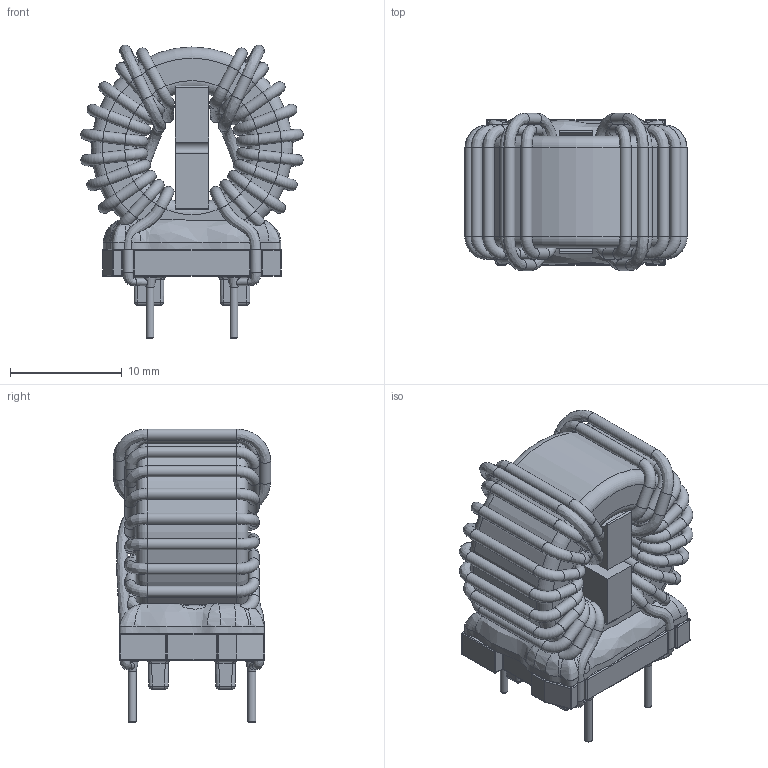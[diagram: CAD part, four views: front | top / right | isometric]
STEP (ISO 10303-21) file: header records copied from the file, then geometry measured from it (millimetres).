
FILE_DESCRIPTION(/* description */ ('Unknown'),/* implementation_level */ '2;1');
FILE_NAME(/* name */ '744823601_M',/* time_stamp */ '2020-11-26T08:48:50+01:00',/* author */ ('Unknown'),/* organization */ ('Unknown'),/* preprocessor_version */ 'ST-DEVELOPER v16.7',/* originating_system */ 'DEX',/* authorisation */ $);
FILE_SCHEMA (('AUTOMOTIVE_DESIGN {1 0 10303 214 3 1 1}'));
Length unit declared in the file: millimetre
Products named in the file (8): 744823601_M; Base; Pin; Glue; WE-CMB_Spacer_Type M; Core; Turns; Solderpoint
Assembly tree (10 placements, depth 2):
  744823601_M
    Base
    Pin  x4
    Glue
    WE-CMB_Spacer_Type M
    Core
    Turns
    Solderpoint
Bounding box: 19.89 x 14.06 x 26.27 mm (x, y, z)
Volume: 3343.9 mm3; surface area: 5092.5 mm2
Topology: 14 solids, 14 shells, 606 faces, 1376 edges, 727 vertices
Faces by surface type: cylinder 249, bspline 108, plane 107, torus 76, sphere 54, cone 12
Full cylindrical faces by diameter (mm): 0.65 x8, 0.7 x8, 1 x86, 10 x1, 18 x1
Entity records: 23570 total; most frequent: CARTESIAN_POINT 10702, DIRECTION 2400, ORIENTED_EDGE 2048, AXIS2_PLACEMENT_3D 1033, EDGE_CURVE 1024, EDGE_LOOP 829, FACE_BOUND 829, VERTEX_POINT 673
